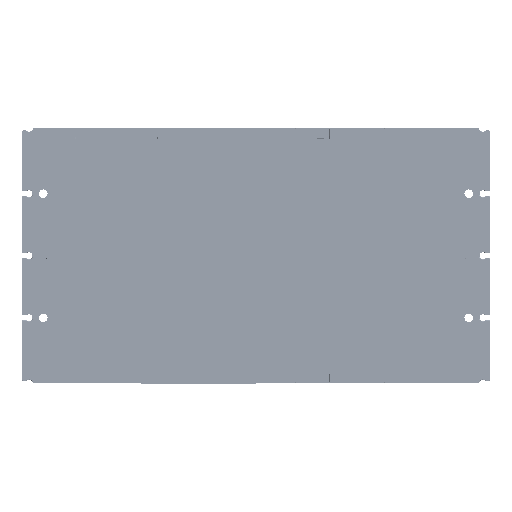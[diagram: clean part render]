
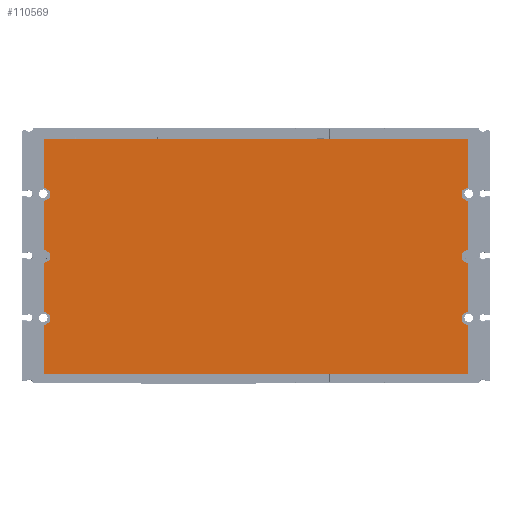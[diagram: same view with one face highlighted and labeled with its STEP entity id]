
A CAD part, front view. The second image highlights one B-rep face of the part: STEP entity #110569.
In plain terms, the highlighted planar face has unit normal (0, -1, 0).
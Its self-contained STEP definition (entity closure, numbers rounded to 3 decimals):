
#10777=DIRECTION('',(0.,0.,1.));
#10778=VECTOR('',#10777,4.);
#10779=CARTESIAN_POINT('',(248.099,0.7,-109.4));
#10780=LINE('',#10779,#10778);
#10789=DIRECTION('',(0.,0.,-1.));
#10790=VECTOR('',#10789,27.595);
#10791=CARTESIAN_POINT('',(251.398,0.7,-5.9));
#10792=LINE('',#10791,#10790);
#10793=DIRECTION('',(-0.866,0.,-0.5));
#10794=VECTOR('',#10793,3.809);
#10795=CARTESIAN_POINT('',(251.398,0.7,-33.495));
#10796=LINE('',#10795,#10794);
#10797=DIRECTION('',(0.866,0.,-0.5));
#10798=VECTOR('',#10797,3.811);
#10799=CARTESIAN_POINT('',(248.099,0.7,-39.4));
#10800=LINE('',#10799,#10798);
#10801=DIRECTION('',(0.,0.,-1.));
#10802=VECTOR('',#10801,27.189);
#10803=CARTESIAN_POINT('',(251.399,0.7,-41.305));
#10804=LINE('',#10803,#10802);
#10805=DIRECTION('',(-0.866,0.,-0.5));
#10806=VECTOR('',#10805,3.811);
#10807=CARTESIAN_POINT('',(251.399,0.7,-68.495));
#10808=LINE('',#10807,#10806);
#10809=DIRECTION('',(0.,0.,-1.));
#10810=VECTOR('',#10809,4.);
#10811=CARTESIAN_POINT('',(248.099,0.7,-70.4));
#10812=LINE('',#10811,#10810);
#10813=DIRECTION('',(0.866,0.,-0.5));
#10814=VECTOR('',#10813,3.811);
#10815=CARTESIAN_POINT('',(248.099,0.7,-74.4));
#10816=LINE('',#10815,#10814);
#10817=DIRECTION('',(0.,0.,-1.));
#10818=VECTOR('',#10817,27.189);
#10819=CARTESIAN_POINT('',(251.399,0.7,-76.305));
#10820=LINE('',#10819,#10818);
#10821=DIRECTION('',(-0.866,0.,-0.5));
#10822=VECTOR('',#10821,3.811);
#10823=CARTESIAN_POINT('',(251.399,0.7,-103.495));
#10824=LINE('',#10823,#10822);
#10825=DIRECTION('',(0.866,0.,-0.5));
#10826=VECTOR('',#10825,3.809);
#10827=CARTESIAN_POINT('',(248.099,0.7,-109.4));
#10828=LINE('',#10827,#10826);
#10829=DIRECTION('',(0.,0.,-1.));
#10830=VECTOR('',#10829,27.595);
#10831=CARTESIAN_POINT('',(251.398,0.7,-111.305));
#10832=LINE('',#10831,#10830);
#10833=DIRECTION('',(-1.,0.,0.));
#10834=VECTOR('',#10833,238.998);
#10835=CARTESIAN_POINT('',(251.398,0.7,-138.9));
#10836=LINE('',#10835,#10834);
#10837=DIRECTION('',(0.,0.,1.));
#10838=VECTOR('',#10837,27.595);
#10839=CARTESIAN_POINT('',(12.4,0.7,-138.9));
#10840=LINE('',#10839,#10838);
#10841=DIRECTION('',(0.866,0.,0.5));
#10842=VECTOR('',#10841,3.809);
#10843=CARTESIAN_POINT('',(12.4,0.7,-111.305));
#10844=LINE('',#10843,#10842);
#10845=DIRECTION('',(-0.866,0.,0.5));
#10846=VECTOR('',#10845,3.811);
#10847=CARTESIAN_POINT('',(15.699,0.7,-105.4));
#10848=LINE('',#10847,#10846);
#10849=DIRECTION('',(0.,0.,1.));
#10850=VECTOR('',#10849,27.189);
#10851=CARTESIAN_POINT('',(12.399,0.7,-103.495));
#10852=LINE('',#10851,#10850);
#10853=DIRECTION('',(0.866,0.,0.5));
#10854=VECTOR('',#10853,3.811);
#10855=CARTESIAN_POINT('',(12.399,0.7,-76.305));
#10856=LINE('',#10855,#10854);
#10857=DIRECTION('',(0.,0.,1.));
#10858=VECTOR('',#10857,4.);
#10859=CARTESIAN_POINT('',(15.699,0.7,-74.4));
#10860=LINE('',#10859,#10858);
#10861=DIRECTION('',(-0.866,0.,0.5));
#10862=VECTOR('',#10861,3.811);
#10863=CARTESIAN_POINT('',(15.699,0.7,-70.4));
#10864=LINE('',#10863,#10862);
#10865=DIRECTION('',(0.,0.,1.));
#10866=VECTOR('',#10865,27.189);
#10867=CARTESIAN_POINT('',(12.399,0.7,-68.495));
#10868=LINE('',#10867,#10866);
#10869=DIRECTION('',(0.866,0.,0.5));
#10870=VECTOR('',#10869,3.811);
#10871=CARTESIAN_POINT('',(12.399,0.7,-41.305));
#10872=LINE('',#10871,#10870);
#10873=DIRECTION('',(-0.866,0.,0.5));
#10874=VECTOR('',#10873,3.809);
#10875=CARTESIAN_POINT('',(15.699,0.7,-35.4));
#10876=LINE('',#10875,#10874);
#10877=DIRECTION('',(0.,0.,1.));
#10878=VECTOR('',#10877,27.595);
#10879=CARTESIAN_POINT('',(12.4,0.7,-33.495));
#10880=LINE('',#10879,#10878);
#10881=DIRECTION('',(1.,0.,0.));
#10882=VECTOR('',#10881,238.998);
#10883=CARTESIAN_POINT('',(12.4,0.7,-5.9));
#10884=LINE('',#10883,#10882);
#57444=DIRECTION('',(0.,0.,1.));
#57445=VECTOR('',#57444,4.);
#57446=CARTESIAN_POINT('',(248.099,0.7,-39.4));
#57447=LINE('',#57446,#57445);
#66892=DIRECTION('',(0.,0.,-1.));
#66893=VECTOR('',#66892,4.);
#66894=CARTESIAN_POINT('',(15.699,0.7,-35.4));
#66895=LINE('',#66894,#66893);
#66908=DIRECTION('',(0.,0.,-1.));
#66909=VECTOR('',#66908,4.);
#66910=CARTESIAN_POINT('',(15.699,0.7,-105.4));
#66911=LINE('',#66910,#66909);
#77436=CARTESIAN_POINT('',(248.099,0.7,-70.4));
#77437=VERTEX_POINT('',#77436);
#77438=CARTESIAN_POINT('',(251.399,0.7,-68.495));
#77439=VERTEX_POINT('',#77438);
#77440=CARTESIAN_POINT('',(248.099,0.7,-74.4));
#77441=VERTEX_POINT('',#77440);
#77442=CARTESIAN_POINT('',(251.399,0.7,-76.305));
#77443=VERTEX_POINT('',#77442);
#77450=CARTESIAN_POINT('',(251.399,0.7,-103.495));
#77451=VERTEX_POINT('',#77450);
#84072=CARTESIAN_POINT('',(251.398,0.7,-5.9));
#84073=VERTEX_POINT('',#84072);
#84074=CARTESIAN_POINT('',(12.4,0.7,-5.9));
#84075=VERTEX_POINT('',#84074);
#84092=CARTESIAN_POINT('',(12.4,0.7,-33.495));
#84093=VERTEX_POINT('',#84092);
#84118=CARTESIAN_POINT('',(15.699,0.7,-35.4));
#84119=VERTEX_POINT('',#84118);
#84140=CARTESIAN_POINT('',(12.399,0.7,-41.305));
#84141=VERTEX_POINT('',#84140);
#84142=CARTESIAN_POINT('',(12.399,0.7,-68.495));
#84143=VERTEX_POINT('',#84142);
#84168=CARTESIAN_POINT('',(15.699,0.7,-70.4));
#84169=VERTEX_POINT('',#84168);
#84190=CARTESIAN_POINT('',(12.399,0.7,-76.305));
#84191=VERTEX_POINT('',#84190);
#84192=CARTESIAN_POINT('',(12.399,0.7,-103.495));
#84193=VERTEX_POINT('',#84192);
#84218=CARTESIAN_POINT('',(15.699,0.7,-105.4));
#84219=VERTEX_POINT('',#84218);
#84240=CARTESIAN_POINT('',(12.4,0.7,-111.305));
#84241=VERTEX_POINT('',#84240);
#84242=CARTESIAN_POINT('',(12.4,0.7,-138.9));
#84243=VERTEX_POINT('',#84242);
#84260=CARTESIAN_POINT('',(251.398,0.7,-138.9));
#84261=VERTEX_POINT('',#84260);
#84274=CARTESIAN_POINT('',(251.398,0.7,-111.305));
#84275=VERTEX_POINT('',#84274);
#84292=CARTESIAN_POINT('',(248.099,0.7,-105.4));
#84293=VERTEX_POINT('',#84292);
#84294=CARTESIAN_POINT('',(248.099,0.7,-109.4));
#84295=VERTEX_POINT('',#84294);
#84296=CARTESIAN_POINT('',(251.398,0.7,-33.495));
#84297=VERTEX_POINT('',#84296);
#84298=CARTESIAN_POINT('',(248.099,0.7,-35.4));
#84299=VERTEX_POINT('',#84298);
#84300=CARTESIAN_POINT('',(248.099,0.7,-39.4));
#84301=VERTEX_POINT('',#84300);
#84302=CARTESIAN_POINT('',(251.399,0.7,-41.305));
#84303=VERTEX_POINT('',#84302);
#84304=CARTESIAN_POINT('',(15.699,0.7,-109.4));
#84305=VERTEX_POINT('',#84304);
#84306=CARTESIAN_POINT('',(15.699,0.7,-74.4));
#84307=VERTEX_POINT('',#84306);
#84308=CARTESIAN_POINT('',(15.699,0.7,-39.4));
#84309=VERTEX_POINT('',#84308);
#110514=CARTESIAN_POINT('',(123.299,0.7,-72.904));
#110515=DIRECTION('',(0.,1.,0.));
#110516=DIRECTION('',(0.,0.,1.));
#110517=AXIS2_PLACEMENT_3D('',#110514,#110515,#110516);
#110518=PLANE('',#110517);
#110520=ORIENTED_EDGE('',*,*,#110519,.T.);
#110522=ORIENTED_EDGE('',*,*,#110521,.T.);
#110524=ORIENTED_EDGE('',*,*,#110523,.F.);
#110526=ORIENTED_EDGE('',*,*,#110525,.T.);
#110528=ORIENTED_EDGE('',*,*,#110527,.T.);
#110530=ORIENTED_EDGE('',*,*,#110529,.T.);
#110532=ORIENTED_EDGE('',*,*,#110531,.T.);
#110534=ORIENTED_EDGE('',*,*,#110533,.T.);
#110536=ORIENTED_EDGE('',*,*,#110535,.T.);
#110537=ORIENTED_EDGE('',*,*,#110478,.T.);
#110538=ORIENTED_EDGE('',*,*,#110495,.F.);
#110539=ORIENTED_EDGE('',*,*,#110508,.T.);
#110540=ORIENTED_EDGE('',*,*,#110436,.T.);
#110541=ORIENTED_EDGE('',*,*,#110395,.T.);
#110542=ORIENTED_EDGE('',*,*,#110354,.T.);
#110544=ORIENTED_EDGE('',*,*,#110543,.T.);
#110546=ORIENTED_EDGE('',*,*,#110545,.F.);
#110547=ORIENTED_EDGE('',*,*,#110308,.T.);
#110548=ORIENTED_EDGE('',*,*,#110237,.T.);
#110550=ORIENTED_EDGE('',*,*,#110549,.T.);
#110552=ORIENTED_EDGE('',*,*,#110551,.T.);
#110554=ORIENTED_EDGE('',*,*,#110553,.T.);
#110556=ORIENTED_EDGE('',*,*,#110555,.T.);
#110558=ORIENTED_EDGE('',*,*,#110557,.T.);
#110560=ORIENTED_EDGE('',*,*,#110559,.F.);
#110562=ORIENTED_EDGE('',*,*,#110561,.T.);
#110564=ORIENTED_EDGE('',*,*,#110563,.T.);
#110566=ORIENTED_EDGE('',*,*,#110565,.T.);
#110567=EDGE_LOOP('',(#110520,#110522,#110524,#110526,#110528,#110530,#110532,
#110534,#110536,#110537,#110538,#110539,#110540,#110541,#110542,#110544,#110546,
#110547,#110548,#110550,#110552,#110554,#110556,#110558,#110560,#110562,#110564,
#110566));
#110568=FACE_OUTER_BOUND('',#110567,.F.);
#110569=ADVANCED_FACE('',(#110568),#110518,.F.);
#110237=EDGE_CURVE('',#84193,#84191,#10852,.T.);
#110308=EDGE_CURVE('',#84219,#84193,#10848,.T.);
#110354=EDGE_CURVE('',#84243,#84241,#10840,.T.);
#110395=EDGE_CURVE('',#84261,#84243,#10836,.T.);
#110436=EDGE_CURVE('',#84275,#84261,#10832,.T.);
#110478=EDGE_CURVE('',#77451,#84293,#10824,.T.);
#110495=EDGE_CURVE('',#84295,#84293,#10780,.T.);
#110508=EDGE_CURVE('',#84295,#84275,#10828,.T.);
#110519=EDGE_CURVE('',#84073,#84297,#10792,.T.);
#110521=EDGE_CURVE('',#84297,#84299,#10796,.T.);
#110523=EDGE_CURVE('',#84301,#84299,#57447,.T.);
#110525=EDGE_CURVE('',#84301,#84303,#10800,.T.);
#110527=EDGE_CURVE('',#84303,#77439,#10804,.T.);
#110529=EDGE_CURVE('',#77439,#77437,#10808,.T.);
#110531=EDGE_CURVE('',#77437,#77441,#10812,.T.);
#110533=EDGE_CURVE('',#77441,#77443,#10816,.T.);
#110535=EDGE_CURVE('',#77443,#77451,#10820,.T.);
#110543=EDGE_CURVE('',#84241,#84305,#10844,.T.);
#110545=EDGE_CURVE('',#84219,#84305,#66911,.T.);
#110549=EDGE_CURVE('',#84191,#84307,#10856,.T.);
#110551=EDGE_CURVE('',#84307,#84169,#10860,.T.);
#110553=EDGE_CURVE('',#84169,#84143,#10864,.T.);
#110555=EDGE_CURVE('',#84143,#84141,#10868,.T.);
#110557=EDGE_CURVE('',#84141,#84309,#10872,.T.);
#110559=EDGE_CURVE('',#84119,#84309,#66895,.T.);
#110561=EDGE_CURVE('',#84119,#84093,#10876,.T.);
#110563=EDGE_CURVE('',#84093,#84075,#10880,.T.);
#110565=EDGE_CURVE('',#84075,#84073,#10884,.T.);
